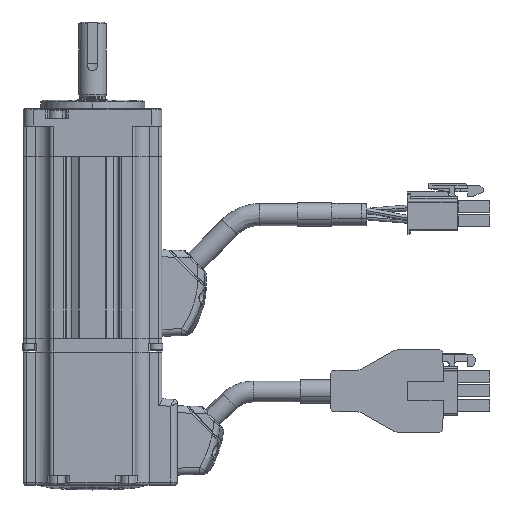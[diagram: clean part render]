
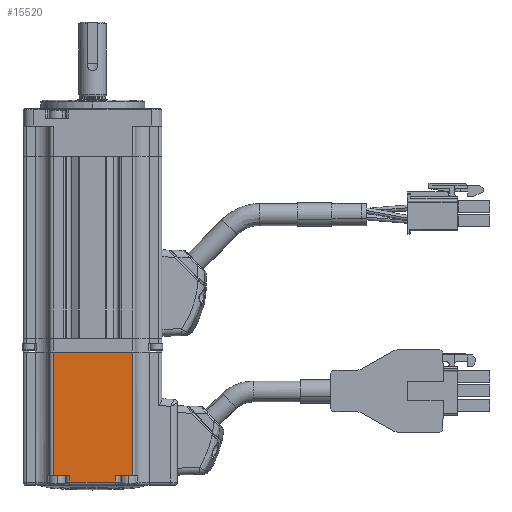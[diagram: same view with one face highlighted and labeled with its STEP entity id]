
A CAD part, left-side view. The second image highlights one B-rep face of the part: STEP entity #15520.
In plain terms, the highlighted planar face has unit normal (-1, 0, 0).
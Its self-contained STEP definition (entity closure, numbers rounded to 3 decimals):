
#15009 = EDGE_CURVE ( 'NONE', #15163, #15267, #31640, .T. ) ;
#15163 = VERTEX_POINT ( 'NONE', #31977 ) ;
#15165 = EDGE_CURVE ( 'NONE', #15163, #15166, #31974, .T. ) ;
#15166 = VERTEX_POINT ( 'NONE', #31969 ) ;
#15205 = VERTEX_POINT ( 'NONE', #32286 ) ;
#15267 = VERTEX_POINT ( 'NONE', #32212 ) ;
#15270 = VERTEX_POINT ( 'NONE', #32068 ) ;
#15272 = EDGE_CURVE ( 'NONE', #15267, #15270, #32067, .T. ) ;
#15301 = VERTEX_POINT ( 'NONE', #32122 ) ;
#15303 = EDGE_CURVE ( 'NONE', #15205, #15301, #32121, .T. ) ;
#15313 = EDGE_CURVE ( 'NONE', #15270, #15205, #32401, .T. ) ;
#15323 = ORIENTED_EDGE ( 'NONE', *, *, #15272, .T. ) ;
#15514 = EDGE_CURVE ( 'NONE', #15515, #15166, #32718, .T. ) ;
#15515 = VERTEX_POINT ( 'NONE', #32710 ) ;
#15520 = ADVANCED_FACE ( 'NONE', ( #32617 ), #32611, .F. ) ;
#15521 = EDGE_LOOP ( 'NONE', ( #15522, #15525, #15526, #15527, #15323, #15810, #15966, #15967 ) ) ;
#15522 = ORIENTED_EDGE ( 'NONE', *, *, #15523, .F. ) ;
#15523 = EDGE_CURVE ( 'NONE', #15515, #15524, #32606, .T. ) ;
#15524 = VERTEX_POINT ( 'NONE', #32602 ) ;
#15525 = ORIENTED_EDGE ( 'NONE', *, *, #15514, .T. ) ;
#15526 = ORIENTED_EDGE ( 'NONE', *, *, #15165, .F. ) ;
#15527 = ORIENTED_EDGE ( 'NONE', *, *, #15009, .T. ) ;
#15810 = ORIENTED_EDGE ( 'NONE', *, *, #15313, .T. ) ;
#15966 = ORIENTED_EDGE ( 'NONE', *, *, #15303, .T. ) ;
#15967 = ORIENTED_EDGE ( 'NONE', *, *, #15968, .T. ) ;
#15968 = EDGE_CURVE ( 'NONE', #15301, #15524, #33556, .T. ) ;
#31637 = DIRECTION ( 'NONE',  ( 0., 0., -1. ) ) ;
#31638 = VECTOR ( 'NONE', #31637, 1000. ) ;
#31639 = CARTESIAN_POINT ( 'NONE',  ( -21.191, 6.584, -87.5 ) ) ;
#31640 = LINE ( 'NONE', #31639, #31638 ) ;
#31969 = CARTESIAN_POINT ( 'NONE',  ( -21.191, 11.4, -84.5 ) ) ;
#31970 = DIRECTION ( 'NONE',  ( 0., 1., 0. ) ) ;
#31972 = VECTOR ( 'NONE', #31970, 1000. ) ;
#31973 = CARTESIAN_POINT ( 'NONE',  ( -21.191, -12.4, -84.5 ) ) ;
#31974 = LINE ( 'NONE', #31973, #31972 ) ;
#31977 = CARTESIAN_POINT ( 'NONE',  ( -21.191, 6.584, -84.5 ) ) ;
#32064 = DIRECTION ( 'NONE',  ( 0., -1., 0. ) ) ;
#32065 = VECTOR ( 'NONE', #32064, 1000. ) ;
#32066 = CARTESIAN_POINT ( 'NONE',  ( -21.191, -12.4, -86.5 ) ) ;
#32067 = LINE ( 'NONE', #32066, #32065 ) ;
#32068 = CARTESIAN_POINT ( 'NONE',  ( -21.191, -6.584, -86.5 ) ) ;
#32118 = DIRECTION ( 'NONE',  ( 0., -1., 0. ) ) ;
#32119 = VECTOR ( 'NONE', #32118, 1000. ) ;
#32120 = CARTESIAN_POINT ( 'NONE',  ( -21.191, -12.4, -84.5 ) ) ;
#32121 = LINE ( 'NONE', #32120, #32119 ) ;
#32122 = CARTESIAN_POINT ( 'NONE',  ( -21.191, -11.4, -84.5 ) ) ;
#32212 = CARTESIAN_POINT ( 'NONE',  ( -21.191, 6.584, -86.5 ) ) ;
#32286 = CARTESIAN_POINT ( 'NONE',  ( -21.191, -6.584, -84.5 ) ) ;
#32400 = CARTESIAN_POINT ( 'NONE',  ( -21.191, -6.584, -87.5 ) ) ;
#32401 = LINE ( 'NONE', #32400, #32504 ) ;
#32503 = DIRECTION ( 'NONE',  ( 0., 0., 1. ) ) ;
#32504 = VECTOR ( 'NONE', #32503, 1000. ) ;
#32602 = CARTESIAN_POINT ( 'NONE',  ( -21.191, -11.4, -49. ) ) ;
#32603 = DIRECTION ( 'NONE',  ( 0., -1., 0. ) ) ;
#32604 = VECTOR ( 'NONE', #32603, 1000. ) ;
#32605 = CARTESIAN_POINT ( 'NONE',  ( -21.191, -12.4, -49. ) ) ;
#32606 = LINE ( 'NONE', #32605, #32604 ) ;
#32607 = DIRECTION ( 'NONE',  ( 0., 0., 1. ) ) ;
#32608 = DIRECTION ( 'NONE',  ( 1., 0., 0. ) ) ;
#32609 = CARTESIAN_POINT ( 'NONE',  ( -21.191, -12.4, -87.5 ) ) ;
#32610 = AXIS2_PLACEMENT_3D ( 'NONE', #32609, #32608, #32607 ) ;
#32611 = PLANE ( 'NONE',  #32610 ) ;
#32617 = FACE_OUTER_BOUND ( 'NONE', #15521, .T. ) ;
#32710 = CARTESIAN_POINT ( 'NONE',  ( -21.191, 11.4, -49. ) ) ;
#32711 = DIRECTION ( 'NONE',  ( 0., 0., -1. ) ) ;
#32712 = VECTOR ( 'NONE', #32711, 1000. ) ;
#32713 = CARTESIAN_POINT ( 'NONE',  ( -21.191, 11.4, -87.5 ) ) ;
#32718 = LINE ( 'NONE', #32713, #32712 ) ;
#33545 = DIRECTION ( 'NONE',  ( 0., 0., 1. ) ) ;
#33546 = VECTOR ( 'NONE', #33545, 1000. ) ;
#33547 = CARTESIAN_POINT ( 'NONE',  ( -21.191, -11.4, -87.5 ) ) ;
#33556 = LINE ( 'NONE', #33547, #33546 ) ;
